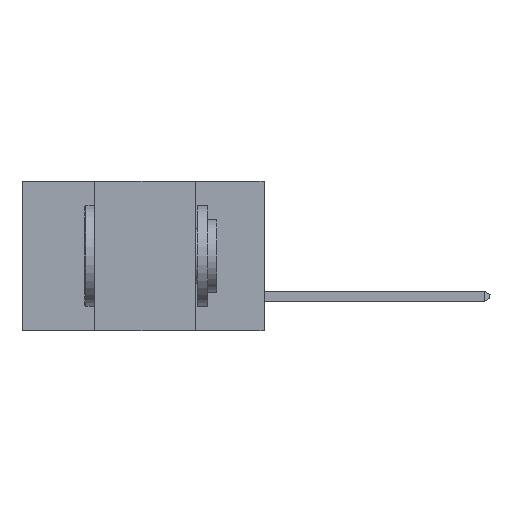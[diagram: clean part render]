
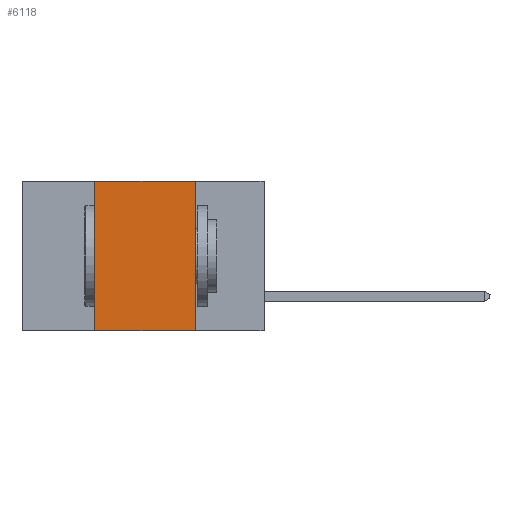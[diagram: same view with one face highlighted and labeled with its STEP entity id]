
A CAD part, left-side view. The second image highlights one B-rep face of the part: STEP entity #6118.
In plain terms, the highlighted planar face has unit normal (-1, 0, 0).
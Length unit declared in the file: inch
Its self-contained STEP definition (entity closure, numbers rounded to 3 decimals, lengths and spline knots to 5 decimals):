
#223 = LINE ( 'NONE', #2433, #16262 ) ;
#343 = CARTESIAN_POINT ( 'NONE',  ( 0., 0.6, 0. ) ) ;
#1003 = DIRECTION ( 'NONE',  ( 0., 0., 1. ) ) ;
#1151 = EDGE_CURVE ( 'NONE', #9858, #13926, #8245, .T. ) ;
#2040 = VECTOR ( 'NONE', #21361, 39.37008 ) ;
#2343 = EDGE_CURVE ( 'NONE', #13926, #23668, #23422, .T. ) ;
#2399 = CARTESIAN_POINT ( 'NONE',  ( 0., 0.6, -0.37 ) ) ;
#2433 = CARTESIAN_POINT ( 'NONE',  ( 0., 0.17, -0.37 ) ) ;
#3884 = LINE ( 'NONE', #2399, #13010 ) ;
#4389 = DIRECTION ( 'NONE',  ( 1., 0., 0. ) ) ;
#5215 = EDGE_CURVE ( 'NONE', #9858, #7079, #3884, .T. ) ;
#5787 = EDGE_LOOP ( 'NONE', ( #14093, #12495, #22529, #19997 ) ) ;
#6118 = ADVANCED_FACE ( 'NONE', ( #13503 ), #22654, .F. ) ;
#7079 = VERTEX_POINT ( 'NONE', #18525 ) ;
#7944 = DIRECTION ( 'NONE',  ( 0., 0., -1. ) ) ;
#8245 = LINE ( 'NONE', #13898, #21372 ) ;
#8364 = CARTESIAN_POINT ( 'NONE',  ( 0., 0.42, -0.37 ) ) ;
#9858 = VERTEX_POINT ( 'NONE', #8364 ) ;
#9946 = AXIS2_PLACEMENT_3D ( 'NONE', #343, #4389, #7944 ) ;
#11309 = DIRECTION ( 'NONE',  ( 0., -1., 0. ) ) ;
#12495 = ORIENTED_EDGE ( 'NONE', *, *, #2343, .F. ) ;
#13010 = VECTOR ( 'NONE', #11309, 39.37008 ) ;
#13503 = FACE_OUTER_BOUND ( 'NONE', #5787, .T. ) ;
#13898 = CARTESIAN_POINT ( 'NONE',  ( 0., 0.42, -0.37 ) ) ;
#13926 = VERTEX_POINT ( 'NONE', #15468 ) ;
#14093 = ORIENTED_EDGE ( 'NONE', *, *, #14242, .F. ) ;
#14242 = EDGE_CURVE ( 'NONE', #23668, #7079, #223, .T. ) ;
#15468 = CARTESIAN_POINT ( 'NONE',  ( 0., 0.42, 0. ) ) ;
#16262 = VECTOR ( 'NONE', #18625, 39.37008 ) ;
#18525 = CARTESIAN_POINT ( 'NONE',  ( 0., 0.17, -0.37 ) ) ;
#18625 = DIRECTION ( 'NONE',  ( 0., 0., -1. ) ) ;
#19997 = ORIENTED_EDGE ( 'NONE', *, *, #5215, .T. ) ;
#21361 = DIRECTION ( 'NONE',  ( 0., -1., 0. ) ) ;
#21372 = VECTOR ( 'NONE', #1003, 39.37008 ) ;
#22089 = CARTESIAN_POINT ( 'NONE',  ( 0., 0.17, 0. ) ) ;
#22529 = ORIENTED_EDGE ( 'NONE', *, *, #1151, .F. ) ;
#22654 = PLANE ( 'NONE',  #9946 ) ;
#23058 = CARTESIAN_POINT ( 'NONE',  ( 0., 0.6, 0. ) ) ;
#23422 = LINE ( 'NONE', #23058, #2040 ) ;
#23668 = VERTEX_POINT ( 'NONE', #22089 ) ;
